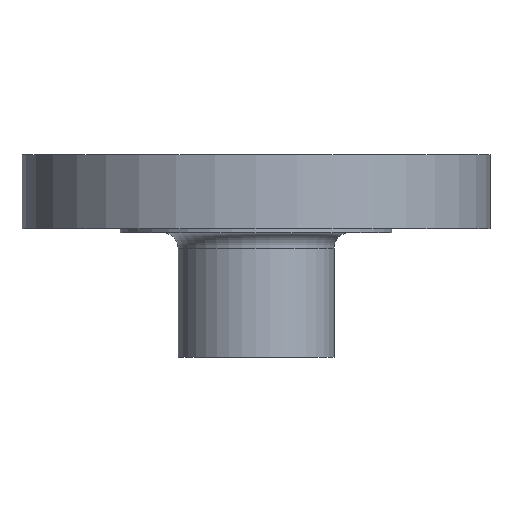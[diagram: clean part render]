
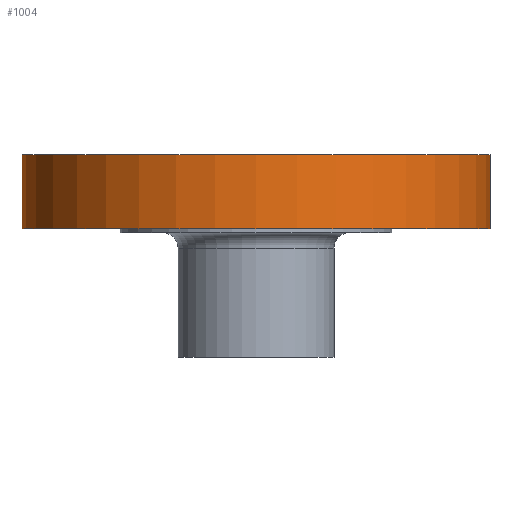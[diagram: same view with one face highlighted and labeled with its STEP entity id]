
A CAD part, front view. The second image highlights one B-rep face of the part: STEP entity #1004.
In plain terms, the highlighted cylindrical face has radius 30 mm (diameter 60 mm), a partial arc.
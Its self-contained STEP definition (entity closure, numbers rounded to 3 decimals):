
#47 = DIRECTION ( 'NONE',  ( 0., 0., -1. ) ) ;
#117 = ORIENTED_EDGE ( 'NONE', *, *, #1938, .F. ) ;
#173 = LINE ( 'NONE', #372, #347 ) ;
#193 = DIRECTION ( 'NONE',  ( 0., 0., -1. ) ) ;
#227 = EDGE_CURVE ( 'NONE', #959, #278, #173, .T. ) ;
#249 = CARTESIAN_POINT ( 'NONE',  ( -30., 0., 10. ) ) ;
#278 = VERTEX_POINT ( 'NONE', #1968 ) ;
#347 = VECTOR ( 'NONE', #193, 1000. ) ;
#372 = CARTESIAN_POINT ( 'NONE',  ( 30., 0., 10. ) ) ;
#376 = CARTESIAN_POINT ( 'NONE',  ( 0., 0., 0.5 ) ) ;
#405 = VERTEX_POINT ( 'NONE', #1321 ) ;
#486 = AXIS2_PLACEMENT_3D ( 'NONE', #1897, #47, #1393 ) ;
#520 = CIRCLE ( 'NONE', #1378, 30. ) ;
#614 = EDGE_LOOP ( 'NONE', ( #1772, #615, #1334, #117 ) ) ;
#615 = ORIENTED_EDGE ( 'NONE', *, *, #886, .T. ) ;
#715 = DIRECTION ( 'NONE',  ( 0., 0., -1. ) ) ;
#759 = VERTEX_POINT ( 'NONE', #249 ) ;
#823 = CIRCLE ( 'NONE', #889, 30. ) ;
#850 = CARTESIAN_POINT ( 'NONE',  ( 30., 0., 10. ) ) ;
#871 = CARTESIAN_POINT ( 'NONE',  ( -30., 0., 10. ) ) ;
#886 = EDGE_CURVE ( 'NONE', #959, #759, #520, .T. ) ;
#889 = AXIS2_PLACEMENT_3D ( 'NONE', #376, #1577, #1039 ) ;
#959 = VERTEX_POINT ( 'NONE', #850 ) ;
#1004 = ADVANCED_FACE ( 'NONE', ( #1211 ), #1926, .T. ) ;
#1039 = DIRECTION ( 'NONE',  ( -1., 0., 0. ) ) ;
#1049 = LINE ( 'NONE', #871, #1125 ) ;
#1050 = EDGE_CURVE ( 'NONE', #759, #405, #1049, .T. ) ;
#1125 = VECTOR ( 'NONE', #715, 1000. ) ;
#1211 = FACE_OUTER_BOUND ( 'NONE', #614, .T. ) ;
#1321 = CARTESIAN_POINT ( 'NONE',  ( -30., 0., 0.5 ) ) ;
#1334 = ORIENTED_EDGE ( 'NONE', *, *, #1050, .T. ) ;
#1370 = DIRECTION ( 'NONE',  ( 0., 0., -1. ) ) ;
#1378 = AXIS2_PLACEMENT_3D ( 'NONE', #1691, #1370, #1711 ) ;
#1393 = DIRECTION ( 'NONE',  ( -1., 0., 0. ) ) ;
#1577 = DIRECTION ( 'NONE',  ( 0., 0., -1. ) ) ;
#1691 = CARTESIAN_POINT ( 'NONE',  ( 0., 0., 10. ) ) ;
#1711 = DIRECTION ( 'NONE',  ( -1., 0., 0. ) ) ;
#1772 = ORIENTED_EDGE ( 'NONE', *, *, #227, .F. ) ;
#1897 = CARTESIAN_POINT ( 'NONE',  ( 0., 0., 10. ) ) ;
#1926 = CYLINDRICAL_SURFACE ( 'NONE', #486, 30. ) ;
#1938 = EDGE_CURVE ( 'NONE', #278, #405, #823, .T. ) ;
#1968 = CARTESIAN_POINT ( 'NONE',  ( 30., 0., 0.5 ) ) ;
